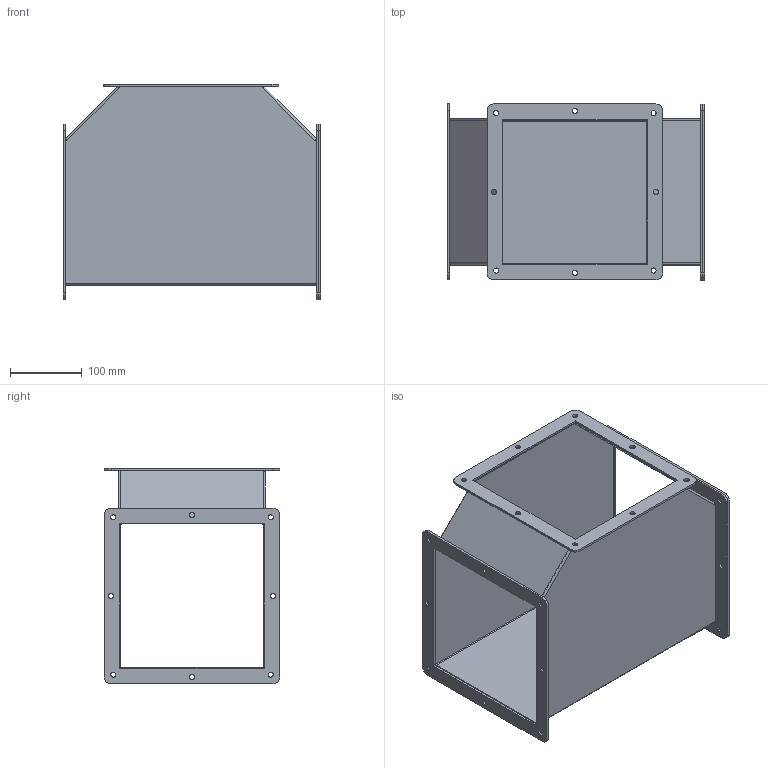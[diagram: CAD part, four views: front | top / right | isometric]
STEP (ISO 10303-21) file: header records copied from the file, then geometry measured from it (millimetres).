
FILE_DESCRIPTION (( 'STEP AP203' ), '1' );
FILE_NAME ('1487ET.step', '2024-04-25T14:42:51', ( '' ), ( '' ), 'SwSTEP 2.0', 'SolidWorks 2023', '' );
FILE_SCHEMA (( 'CONFIG_CONTROL_DESIGN' ));
Length unit declared in the file: inch
Products named in the file (1): 1487ET
Bounding box: 358.77 x 244.55 x 300 mm (x, y, z)
Volume: 771838.6 mm3; surface area: 763755.7 mm2
Topology: 5 solids, 5 shells, 166 faces, 460 edges, 304 vertices
Faces by surface type: cylinder 92, plane 74
Entity records: 5587 total; most frequent: DIRECTION 970, CARTESIAN_POINT 955, ORIENTED_EDGE 920, EDGE_CURVE 460, AXIS2_PLACEMENT_3D 351, VERTEX_POINT 304, VECTOR 268, LINE 268
